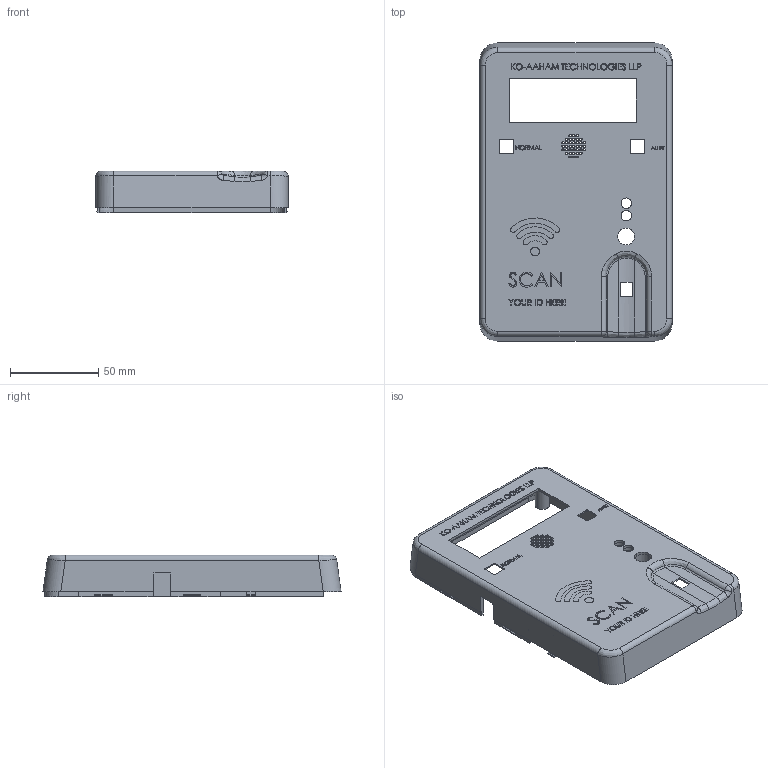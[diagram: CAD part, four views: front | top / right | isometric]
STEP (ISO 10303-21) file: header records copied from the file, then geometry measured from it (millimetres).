
FILE_DESCRIPTION((''),'2;1');
FILE_NAME('OUTER_COVER_KO-AHAM_TECH_4','2020-12-05T16:43:27',('Admin'),(''),'CREO PARAMETRIC BY PTC INC, 2019080','CREO PARAMETRIC BY PTC INC, 2019080','');
FILE_SCHEMA(('CONFIG_CONTROL_DESIGN','SHAPE_APPEARANCE_LAYERS_GROUPS'));
Length unit declared in the file: millimetre
Products named in the file (1): OUTER_COVER_KO-AHAM_TECH_4
Bounding box: 108.7 x 168.59 x 23.6 mm (x, y, z)
Volume: 47581.8 mm3; surface area: 56467.7 mm2
Topology: 1 solids, 1 shells, 485 faces, 1696 edges, 1292 vertices
Faces by surface type: plane 256, cylinder 197, bspline 21, torus 5, extrusion 4, sphere 2
Entity records: 26325 total; most frequent: CARTESIAN_POINT 6122, ORIENTED_EDGE 3388, DIRECTION 2779, PRESENTATION_STYLE_ASSIGNMENT 1695, STYLED_ITEM 1695, CURVE_STYLE 1694, EDGE_CURVE 1694, VERTEX_POINT 1292
